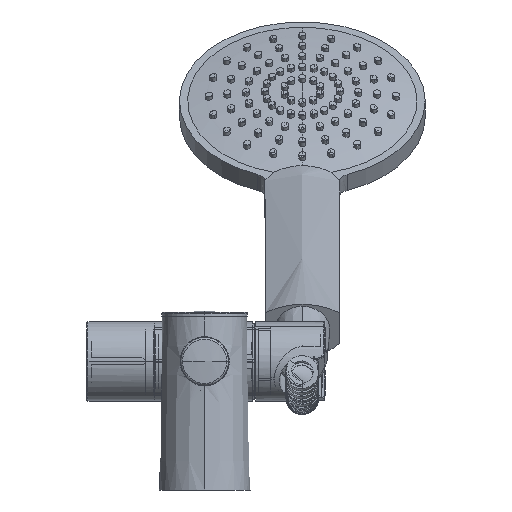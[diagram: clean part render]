
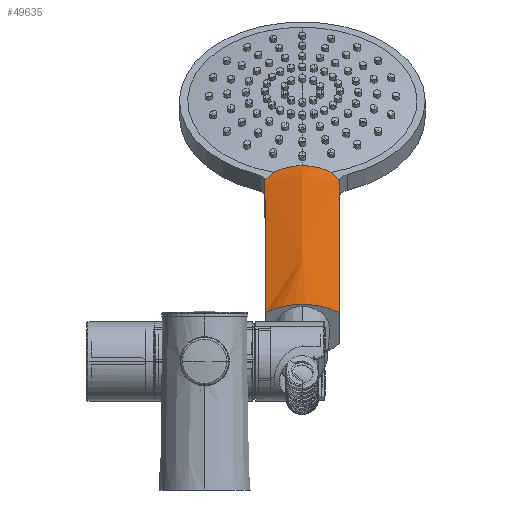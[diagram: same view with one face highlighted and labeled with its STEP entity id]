
A CAD part, front view. The second image highlights one B-rep face of the part: STEP entity #49635.
In plain terms, the highlighted free-form (B-spline) face has degree [3, 3] with [4, 5] control points.
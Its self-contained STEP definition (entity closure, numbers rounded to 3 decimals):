
#31041=CARTESIAN_POINT('',(29.431,144.381,80.777));
#31042=CARTESIAN_POINT('',(29.709,144.469,80.909));
#31043=CARTESIAN_POINT('',(30.263,144.638,81.163));
#31044=CARTESIAN_POINT('',(31.088,144.87,81.511));
#31045=CARTESIAN_POINT('',(31.907,145.084,81.83));
#31046=CARTESIAN_POINT('',(32.723,145.279,82.121));
#31047=CARTESIAN_POINT('',(33.538,145.456,82.385));
#31048=CARTESIAN_POINT('',(34.352,145.617,82.624));
#31049=CARTESIAN_POINT('',(35.168,145.761,82.837));
#31050=CARTESIAN_POINT('',(35.984,145.888,83.025));
#31051=CARTESIAN_POINT('',(36.803,145.998,83.188));
#31052=CARTESIAN_POINT('',(37.624,146.092,83.327));
#31053=CARTESIAN_POINT('',(38.447,146.169,83.44));
#31054=CARTESIAN_POINT('',(39.273,146.23,83.529));
#31055=CARTESIAN_POINT('',(40.098,146.273,83.592));
#31056=CARTESIAN_POINT('',(40.925,146.299,83.63));
#31057=CARTESIAN_POINT('',(41.475,146.304,83.638));
#31058=CARTESIAN_POINT('',(41.75,146.304,83.638));
#31060=CARTESIAN_POINT('',(41.75,146.304,83.638));
#31061=CARTESIAN_POINT('',(42.025,146.304,83.638));
#31062=CARTESIAN_POINT('',(42.575,146.299,83.63));
#31063=CARTESIAN_POINT('',(43.402,146.273,83.592));
#31064=CARTESIAN_POINT('',(44.227,146.23,83.529));
#31065=CARTESIAN_POINT('',(45.053,146.169,83.44));
#31066=CARTESIAN_POINT('',(45.876,146.092,83.327));
#31067=CARTESIAN_POINT('',(46.697,145.998,83.188));
#31068=CARTESIAN_POINT('',(47.516,145.888,83.025));
#31069=CARTESIAN_POINT('',(48.332,145.761,82.837));
#31070=CARTESIAN_POINT('',(49.148,145.617,82.624));
#31071=CARTESIAN_POINT('',(49.962,145.456,82.385));
#31072=CARTESIAN_POINT('',(50.777,145.279,82.121));
#31073=CARTESIAN_POINT('',(51.593,145.084,81.83));
#31074=CARTESIAN_POINT('',(52.412,144.87,81.511));
#31075=CARTESIAN_POINT('',(53.237,144.638,81.163));
#31076=CARTESIAN_POINT('',(53.791,144.469,80.909));
#31077=CARTESIAN_POINT('',(54.069,144.381,80.777));
#31079=CARTESIAN_POINT('',(54.069,144.381,80.777));
#31080=CARTESIAN_POINT('',(54.36,144.126,80.563));
#31081=CARTESIAN_POINT('',(54.957,143.583,80.107));
#31082=CARTESIAN_POINT('',(55.889,142.66,79.333));
#31083=CARTESIAN_POINT('',(56.848,141.629,78.468));
#31084=CARTESIAN_POINT('',(57.5,140.867,77.828));
#31085=CARTESIAN_POINT('',(57.828,140.466,77.492));
#31087=CARTESIAN_POINT('',(57.727,139.507,77.089));
#31088=CARTESIAN_POINT('',(57.727,139.611,77.137));
#31089=CARTESIAN_POINT('',(57.735,139.82,77.232));
#31090=CARTESIAN_POINT('',(57.768,140.14,77.367));
#31091=CARTESIAN_POINT('',(57.806,140.357,77.451));
#31092=CARTESIAN_POINT('',(57.828,140.466,77.492));
#31094=CARTESIAN_POINT('',(57.55,18.87,20.715));
#31095=CARTESIAN_POINT('',(52.774,17.492,23.104));
#31096=CARTESIAN_POINT('',(41.75,16.015,25.661));
#31097=CARTESIAN_POINT('',(30.726,17.492,23.104));
#31098=CARTESIAN_POINT('',(25.95,18.87,20.715));
#31100=DIRECTION('',(-0.001,0.906,0.423));
#31101=VECTOR('',#31100,133.159);
#31102=CARTESIAN_POINT('',(25.95,18.87,20.715));
#31103=LINE('',#31102,#31101);
#31104=CARTESIAN_POINT('',(25.672,140.466,77.492));
#31105=CARTESIAN_POINT('',(26.,140.867,77.828));
#31106=CARTESIAN_POINT('',(26.652,141.629,78.468));
#31107=CARTESIAN_POINT('',(27.611,142.66,79.333));
#31108=CARTESIAN_POINT('',(28.543,143.583,80.107));
#31109=CARTESIAN_POINT('',(29.14,144.126,80.563));
#31110=CARTESIAN_POINT('',(29.431,144.381,80.777));
#31133=CARTESIAN_POINT('',(25.672,140.466,77.492));
#31140=CARTESIAN_POINT('',(25.672,140.466,77.492));
#31141=CARTESIAN_POINT('',(25.694,140.357,77.451));
#31142=CARTESIAN_POINT('',(25.732,140.14,77.367));
#31143=CARTESIAN_POINT('',(25.765,139.82,77.232));
#31144=CARTESIAN_POINT('',(25.773,139.61,77.137));
#31145=CARTESIAN_POINT('',(25.773,139.507,77.089));
#31300=CARTESIAN_POINT('',(25.773,139.507,77.089));
#31340=CARTESIAN_POINT('',(57.727,139.507,77.089));
#31346=DIRECTION('',(0.001,0.906,0.423));
#31347=VECTOR('',#31346,133.159);
#31348=CARTESIAN_POINT('',(57.55,18.87,20.715));
#31349=LINE('',#31348,#31347);
#48258=CARTESIAN_POINT('',(57.55,18.87,20.715));
#48259=VERTEX_POINT('',#48258);
#48260=VERTEX_POINT('',#31098);
#48271=VERTEX_POINT('',#31340);
#48276=VERTEX_POINT('',#31300);
#48278=VERTEX_POINT('',#31092);
#48279=VERTEX_POINT('',#31133);
#48280=CARTESIAN_POINT('',(29.431,144.381,80.777));
#48282=VERTEX_POINT('',#48280);
#48284=CARTESIAN_POINT('',(54.069,144.381,80.777));
#48285=VERTEX_POINT('',#48284);
#48286=VERTEX_POINT('',#31058);
#49596=CARTESIAN_POINT('',(57.927,16.404,19.315));
#49597=CARTESIAN_POINT('',(53.07,14.945,21.842));
#49598=CARTESIAN_POINT('',(41.75,13.38,24.552));
#49599=CARTESIAN_POINT('',(30.43,14.945,21.842));
#49600=CARTESIAN_POINT('',(25.573,16.404,19.315));
#49601=CARTESIAN_POINT('',(58.001,61.102,40.226));
#49602=CARTESIAN_POINT('',(53.033,59.778,42.519));
#49603=CARTESIAN_POINT('',(41.75,58.369,44.959));
#49604=CARTESIAN_POINT('',(30.467,59.778,42.519));
#49605=CARTESIAN_POINT('',(25.499,61.102,40.226));
#49606=CARTESIAN_POINT('',(58.075,105.8,61.136));
#49607=CARTESIAN_POINT('',(52.996,104.61,63.197));
#49608=CARTESIAN_POINT('',(41.75,103.358,65.366));
#49609=CARTESIAN_POINT('',(30.504,104.61,63.197));
#49610=CARTESIAN_POINT('',(25.425,105.8,61.136));
#49611=CARTESIAN_POINT('',(58.149,150.499,82.047));
#49612=CARTESIAN_POINT('',(52.959,149.443,83.875));
#49613=CARTESIAN_POINT('',(41.75,148.348,85.772));
#49614=CARTESIAN_POINT('',(30.541,149.443,83.875));
#49615=CARTESIAN_POINT('',(25.351,150.499,82.047));
#49616=B_SPLINE_SURFACE_WITH_KNOTS('',3,3,((#49596,#49597,#49598,#49599,#49600),
(#49601,#49602,#49603,#49604,#49605),(#49606,#49607,#49608,#49609,#49610),(
#49611,#49612,#49613,#49614,#49615)),.UNSPECIFIED.,.F.,.F.,.F.,(4,4),(4,1,4),(
-0.019,0.964),(0.31,0.5,
0.69),.UNSPECIFIED.);
#49617=ORIENTED_EDGE('',*,*,#49069,.T.);
#49618=ORIENTED_EDGE('',*,*,#48741,.T.);
#49620=ORIENTED_EDGE('',*,*,#49619,.T.);
#49622=ORIENTED_EDGE('',*,*,#49621,.F.);
#49624=ORIENTED_EDGE('',*,*,#49623,.F.);
#49626=ORIENTED_EDGE('',*,*,#49625,.T.);
#49628=ORIENTED_EDGE('',*,*,#49627,.T.);
#49630=ORIENTED_EDGE('',*,*,#49629,.F.);
#49632=ORIENTED_EDGE('',*,*,#49631,.T.);
#49633=EDGE_LOOP('',(#49617,#49618,#49620,#49622,#49624,#49626,#49628,#49630,
#49632));
#49634=FACE_OUTER_BOUND('',#49633,.F.);
#49635=ADVANCED_FACE('',(#49634),#49616,.T.);
#31059=B_SPLINE_CURVE_WITH_KNOTS('',3,(#31041,#31042,#31043,#31044,#31045,
#31046,#31047,#31048,#31049,#31050,#31051,#31052,#31053,#31054,#31055,#31056,
#31057,#31058),.UNSPECIFIED.,.F.,.F.,(4,1,1,1,1,1,1,1,1,1,1,1,1,1,1,4),(0.,
0.067,0.133,0.2,0.267,0.333,
0.4,0.467,0.533,0.6,0.667,
0.733,0.8,0.867,0.933,1.),
.UNSPECIFIED.);
#31078=B_SPLINE_CURVE_WITH_KNOTS('',3,(#31060,#31061,#31062,#31063,#31064,
#31065,#31066,#31067,#31068,#31069,#31070,#31071,#31072,#31073,#31074,#31075,
#31076,#31077),.UNSPECIFIED.,.F.,.F.,(4,1,1,1,1,1,1,1,1,1,1,1,1,1,1,4),(0.,
0.067,0.133,0.2,0.267,0.333,
0.4,0.467,0.533,0.6,0.667,
0.733,0.8,0.867,0.933,1.),
.UNSPECIFIED.);
#31086=B_SPLINE_CURVE_WITH_KNOTS('',3,(#31079,#31080,#31081,#31082,#31083,
#31084,#31085),.UNSPECIFIED.,.F.,.F.,(4,1,1,1,4),(0.,0.25,0.5,0.75,
1.),.UNSPECIFIED.);
#31093=B_SPLINE_CURVE_WITH_KNOTS('',3,(#31087,#31088,#31089,#31090,#31091,
#31092),.UNSPECIFIED.,.F.,.F.,(4,1,1,4),(0.,0.333,
0.667,1.),.UNSPECIFIED.);
#31099=B_SPLINE_CURVE_WITH_KNOTS('',3,(#31094,#31095,#31096,#31097,#31098),
.UNSPECIFIED.,.F.,.F.,(4,1,4),(0.,0.5,1.),.UNSPECIFIED.);
#31111=B_SPLINE_CURVE_WITH_KNOTS('',3,(#31104,#31105,#31106,#31107,#31108,
#31109,#31110),.UNSPECIFIED.,.F.,.F.,(4,1,1,1,4),(0.,0.25,0.5,0.75,
1.),.UNSPECIFIED.);
#31146=B_SPLINE_CURVE_WITH_KNOTS('',3,(#31140,#31141,#31142,#31143,#31144,
#31145),.UNSPECIFIED.,.F.,.F.,(4,1,1,4),(0.,0.333,
0.667,1.),.UNSPECIFIED.);
#48741=EDGE_CURVE('',#48286,#48285,#31078,.T.);
#49069=EDGE_CURVE('',#48282,#48286,#31059,.T.);
#49619=EDGE_CURVE('',#48285,#48278,#31086,.T.);
#49621=EDGE_CURVE('',#48271,#48278,#31093,.T.);
#49623=EDGE_CURVE('',#48259,#48271,#31349,.T.);
#49625=EDGE_CURVE('',#48259,#48260,#31099,.T.);
#49627=EDGE_CURVE('',#48260,#48276,#31103,.T.);
#49629=EDGE_CURVE('',#48279,#48276,#31146,.T.);
#49631=EDGE_CURVE('',#48279,#48282,#31111,.T.);
